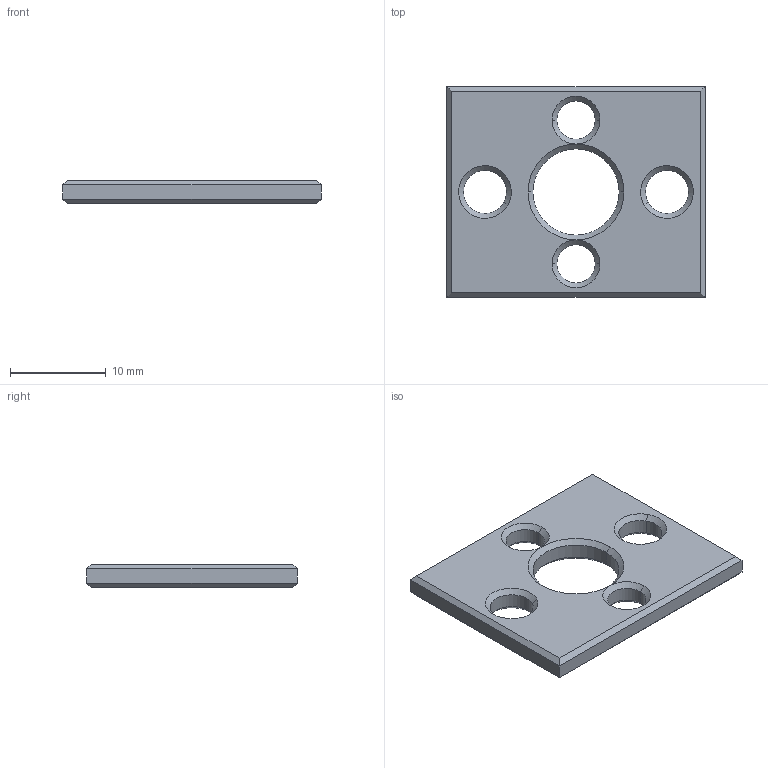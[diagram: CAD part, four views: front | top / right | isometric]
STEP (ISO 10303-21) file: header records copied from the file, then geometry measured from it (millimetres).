
FILE_DESCRIPTION(('CATIA V5 STEP Exchange'),'2;1');
FILE_NAME('BLDC_Halterung.stp','2018-06-13T19:28:12+00:00',('none'),('none'),'CATIA Version 5 Release 20 GA (IN-10)','CATIA V5 STEP AP203','none');
FILE_SCHEMA(('CONFIG_CONTROL_DESIGN'));
Length unit declared in the file: millimetre
Products named in the file (1): BLDC_Halterung
Bounding box: 27 x 22 x 2.5 mm (x, y, z)
Volume: 1137.7 mm3; surface area: 1293.3 mm2
Topology: 1 solids, 1 shells, 44 faces, 106 edges, 60 vertices
Faces by surface type: cone 20, plane 14, cylinder 10
Entity records: 1251 total; most frequent: CARTESIAN_POINT 214, ORIENTED_EDGE 212, DIRECTION 176, EDGE_CURVE 106, AXIS2_PLACEMENT_3D 88, VERTEX_POINT 60, EDGE_LOOP 54, VECTOR 50
